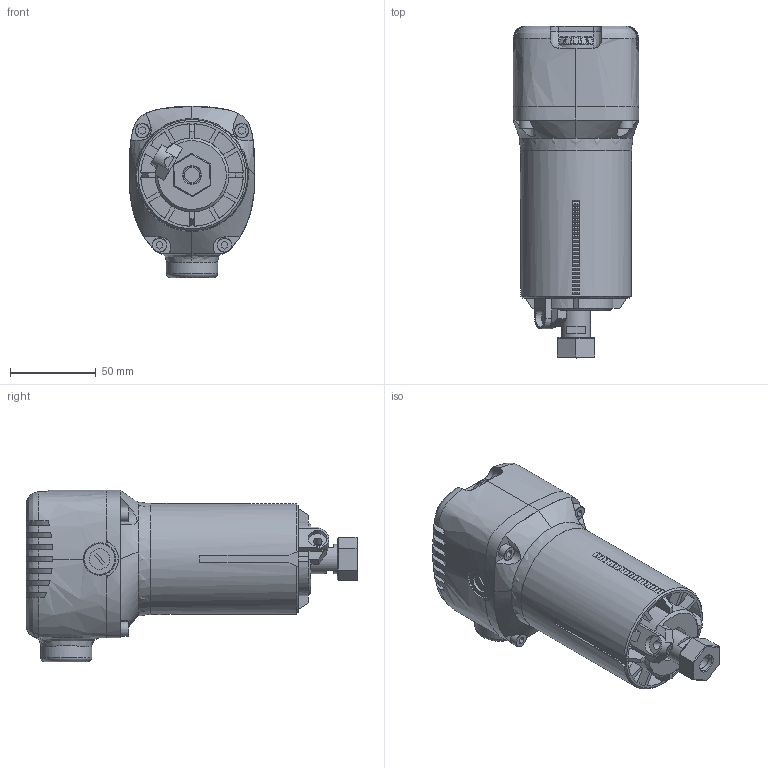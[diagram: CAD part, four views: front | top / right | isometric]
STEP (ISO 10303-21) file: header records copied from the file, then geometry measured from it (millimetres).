
FILE_DESCRIPTION(/* description */ ('Tupia 710W'),/* implementation_level */ '2;1');
FILE_NAME(/* name */ 'RT0700C - Tupia 710W - Makita.stp',/* time_stamp */ '2017-08-30T15:08:13-03:00',/* author */ ('Wesley Perez '),/* organization */ (''),/* preprocessor_version */ 'ST-DEVELOPER v16.1',/* originating_system */ 'Autodesk Inventor 2016',/* authorisation */ '');
FILE_SCHEMA (('AUTOMOTIVE_DESIGN { 1 0 10303 214 3 1 1 }'));
Length unit declared in the file: millimetre
Products named in the file (1): RT0700C - Tupia 710W - Makita
Bounding box: 73.5 x 194 x 100.13 mm (x, y, z)
Volume: 445914.5 mm3; surface area: 119138.7 mm2
Topology: 11 solids, 11 shells, 578 faces, 1498 edges, 974 vertices
Faces by surface type: plane 416, cylinder 60, bspline 47, torus 29, cone 26
Full cylindrical faces by diameter (mm): 5 x11, 8.5 x4, 9 x1, 10 x1, 11 x1, 12 x2, 17 x1, 19 x3, 20 x1, 21 x1, 25 x1, 30 x1, 60 x2, 64.9 x1
Entity records: 27088 total; most frequent: CARTESIAN_POINT 13077, ORIENTED_EDGE 2870, DIRECTION 2474, EDGE_CURVE 1435, VERTEX_POINT 961, AXIS2_PLACEMENT_3D 833, LINE 808, VECTOR 808
